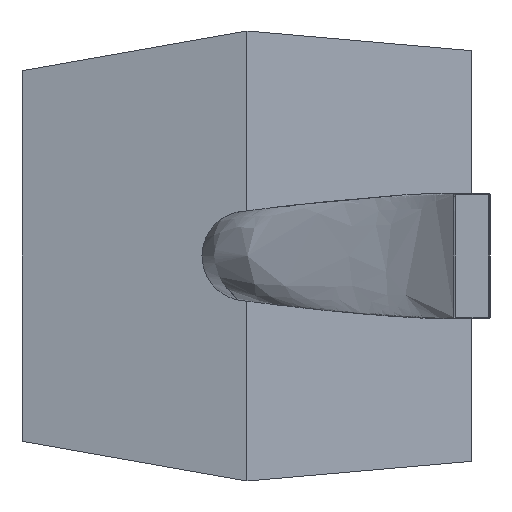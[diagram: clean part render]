
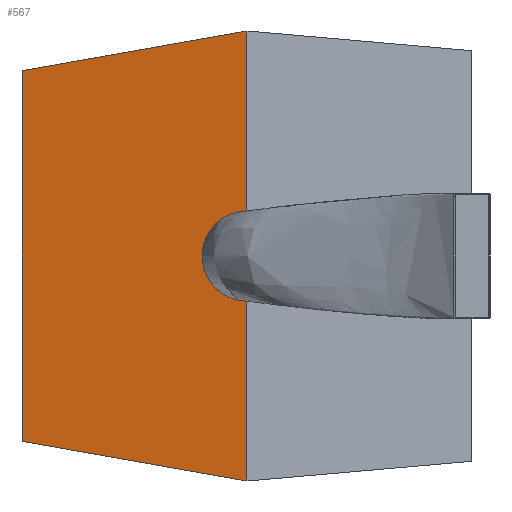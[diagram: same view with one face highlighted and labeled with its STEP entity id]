
A CAD part, left-side view. The second image highlights one B-rep face of the part: STEP entity #567.
In plain terms, the highlighted planar face has unit normal (-0.985, 0.174, 0).
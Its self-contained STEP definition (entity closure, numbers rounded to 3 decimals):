
#5 = CARTESIAN_POINT ( 'NONE',  ( -8., 0.051, 1.25 ) ) ;
#114 = EDGE_CURVE ( 'NONE', #129, #1826, #1040, .T. ) ;
#117 = DIRECTION ( 'NONE',  ( -0.171, -0.97, 0.171 ) ) ;
#129 = VERTEX_POINT ( 'NONE', #1209 ) ;
#144 = EDGE_CURVE ( 'NONE', #1632, #1831, #803, .T. ) ;
#296 = VECTOR ( 'NONE', #117, 1000. ) ;
#372 = DIRECTION ( 'NONE',  ( 0., 0., 1. ) ) ;
#464 = DIRECTION ( 'NONE',  ( -0.174, -0.985, 0. ) ) ;
#560 = CARTESIAN_POINT ( 'NONE',  ( -7.78, 1.301, -1.25 ) ) ;
#567 = ADVANCED_FACE ( 'NONE', ( #1634 ), #787, .T. ) ;
#572 = VECTOR ( 'NONE', #372, 1000. ) ;
#616 = CARTESIAN_POINT ( 'NONE',  ( -8., 0.051, -1.25 ) ) ;
#631 = EDGE_CURVE ( 'NONE', #1632, #129, #1936, .T. ) ;
#713 = LINE ( 'NONE', #1201, #1779 ) ;
#787 = PLANE ( 'NONE',  #1081 ) ;
#801 = ORIENTED_EDGE ( 'NONE', *, *, #114, .F. ) ;
#803 = LINE ( 'NONE', #616, #1773 ) ;
#816 = ORIENTED_EDGE ( 'NONE', *, *, #144, .T. ) ;
#874 = CARTESIAN_POINT ( 'NONE',  ( -8., 0.051, -1.25 ) ) ;
#1040 = LINE ( 'NONE', #5, #296 ) ;
#1081 = AXIS2_PLACEMENT_3D ( 'NONE', #874, #1336, #464 ) ;
#1138 = DIRECTION ( 'NONE',  ( -0.171, -0.97, -0.171 ) ) ;
#1201 = CARTESIAN_POINT ( 'NONE',  ( -8., 0.051, -1.25 ) ) ;
#1208 = CARTESIAN_POINT ( 'NONE',  ( -7.78, 1.301, -1.03 ) ) ;
#1209 = CARTESIAN_POINT ( 'NONE',  ( -7.78, 1.301, 1.03 ) ) ;
#1288 = ORIENTED_EDGE ( 'NONE', *, *, #1645, .T. ) ;
#1336 = DIRECTION ( 'NONE',  ( -0.985, 0.174, 0. ) ) ;
#1435 = ORIENTED_EDGE ( 'NONE', *, *, #631, .F. ) ;
#1575 = CARTESIAN_POINT ( 'NONE',  ( -8., 0.051, -1.25 ) ) ;
#1611 = CARTESIAN_POINT ( 'NONE',  ( -8., 0.051, 1.25 ) ) ;
#1632 = VERTEX_POINT ( 'NONE', #1208 ) ;
#1634 = FACE_OUTER_BOUND ( 'NONE', #1875, .T. ) ;
#1645 = EDGE_CURVE ( 'NONE', #1831, #1826, #713, .T. ) ;
#1685 = DIRECTION ( 'NONE',  ( 0., 0., 1. ) ) ;
#1773 = VECTOR ( 'NONE', #1138, 1000. ) ;
#1779 = VECTOR ( 'NONE', #1685, 1000. ) ;
#1826 = VERTEX_POINT ( 'NONE', #1611 ) ;
#1831 = VERTEX_POINT ( 'NONE', #1575 ) ;
#1875 = EDGE_LOOP ( 'NONE', ( #1288, #801, #1435, #816 ) ) ;
#1936 = LINE ( 'NONE', #560, #572 ) ;
